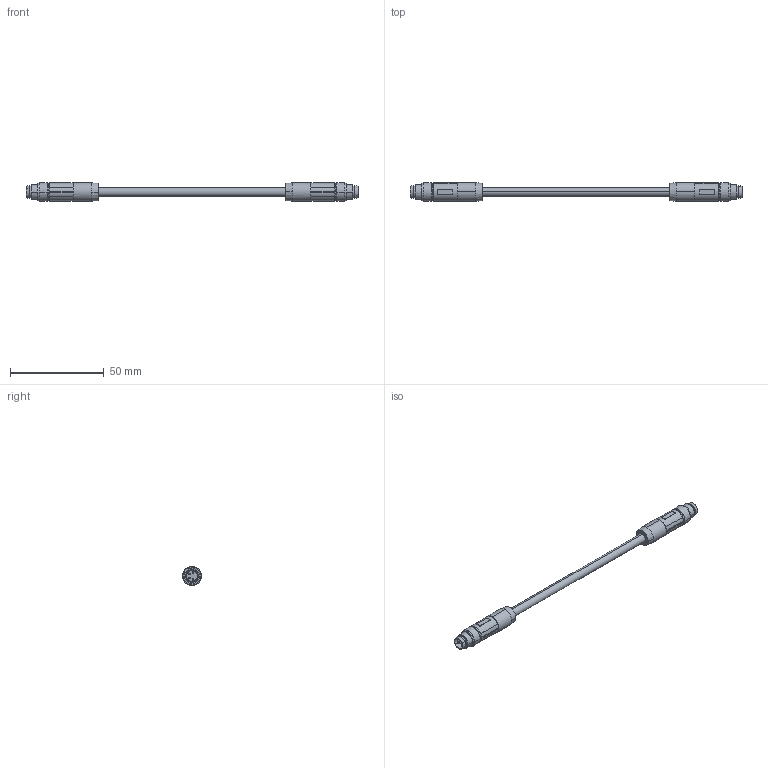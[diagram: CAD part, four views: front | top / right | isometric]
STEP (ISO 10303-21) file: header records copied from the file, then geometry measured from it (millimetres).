
FILE_DESCRIPTION(('SolidDesigner STEP Export'),'2;1');
FILE_NAME('1407348_NBC_M8MS__1.0_93B_M8MS-select.stp','2013-04-17T11:15:09',(''),(''),'Creo Elements/Direct Modeling STEP processor for AP214 (Solid Model)','Creo Elements/Direct Modeling 18.1 06-May-2012 (C) Parametric Technology GmbH','');
FILE_SCHEMA(('AUTOMOTIVE_DESIGN { 1 0 10303 214 1 1 1 1 }'));
Length unit declared in the file: millimetre
Products named in the file (1): 1407348_NBC_M8MS__1.0_93B_M8MS-select
Bounding box: 177.4 x 10 x 10 mm (x, y, z)
Volume: 6911.5 mm3; surface area: 4348.6 mm2
Topology: 1 solids, 1 shells, 156 faces, 384 edges, 258 vertices
Faces by surface type: cylinder 78, plane 62, cone 16
Entity records: 6641 total; most frequent: CARTESIAN_POINT 1736, ORIENTED_EDGE 768, DIRECTION 734, EDGE_CURVE 384, AXIS2_PLACEMENT_3D 284, VERTEX_POINT 258, EDGE_LOOP 184, VECTOR 166
